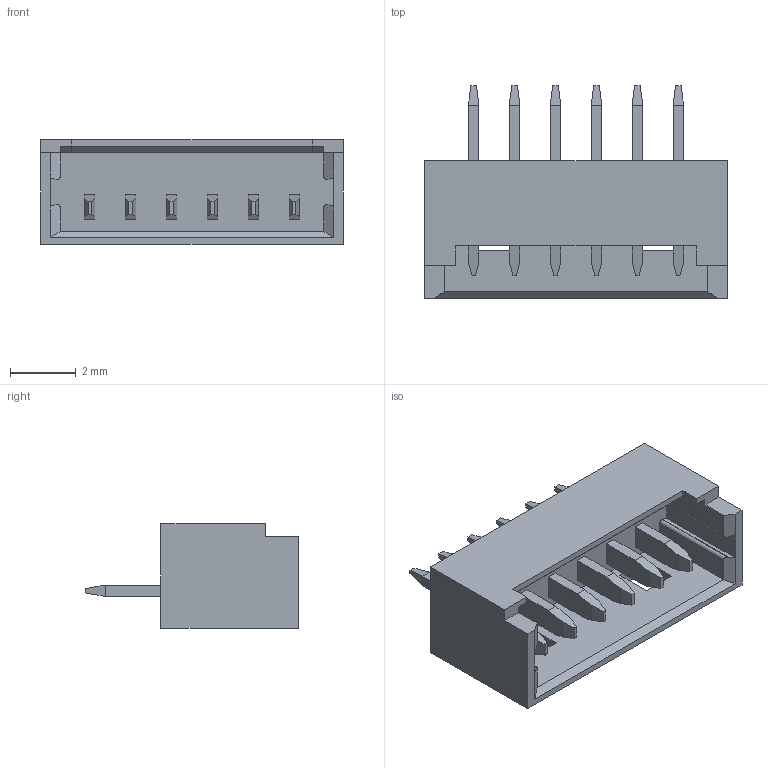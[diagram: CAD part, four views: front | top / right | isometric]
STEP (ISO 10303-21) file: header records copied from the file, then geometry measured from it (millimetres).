
FILE_DESCRIPTION(('STEP AP242'),'1');
FILE_NAME('0530470610.stp','2024-12-03T17:19:31',('TraceParts'),('TraceParts S.A.'),'Spatial InterOp 3D',' ',' ');
FILE_SCHEMA(('AP242_MANAGED_MODEL_BASED_3D_ENGINEERING_MIM_LF {1 0 10303 442 1 1 4}'));
Length unit declared in the file: millimetre
Products named in the file (1): 0530470610
Bounding box: 9.25 x 6.5 x 3.2 mm (x, y, z)
Volume: 63.2 mm3; surface area: 242.2 mm2
Topology: 1 solids, 1 shells, 158 faces, 402 edges, 258 vertices
Faces by surface type: plane 150, cylinder 8
Entity records: 4675 total; most frequent: CARTESIAN_POINT 819, ORIENTED_EDGE 804, DIRECTION 736, EDGE_CURVE 402, LINE 386, VECTOR 386, VERTEX_POINT 258, AXIS2_PLACEMENT_3D 175
